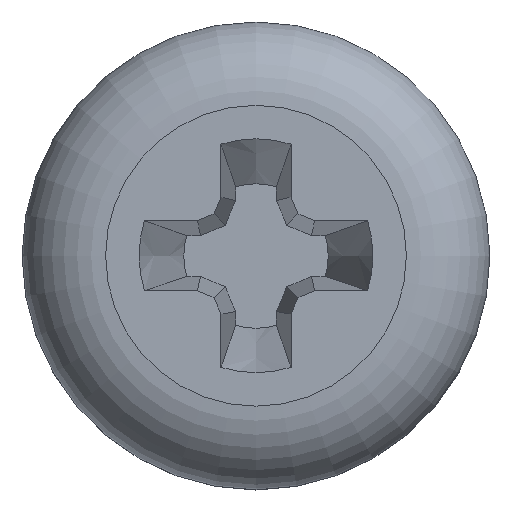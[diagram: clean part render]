
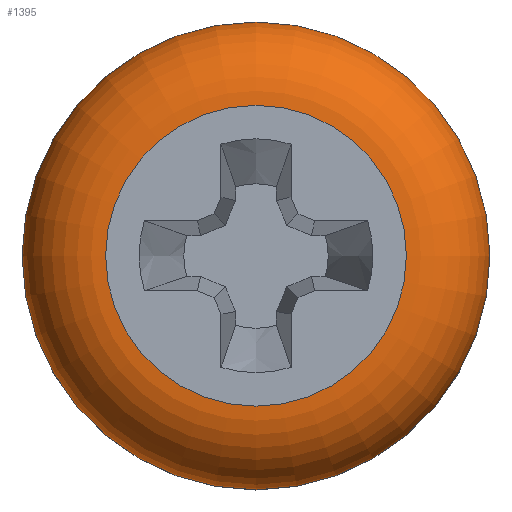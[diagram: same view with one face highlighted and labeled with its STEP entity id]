
A CAD part, top view. The second image highlights one B-rep face of the part: STEP entity #1395.
In plain terms, the highlighted toroidal (fillet/blend) face has major radius 1.607 mm and minor radius 0.892 mm.
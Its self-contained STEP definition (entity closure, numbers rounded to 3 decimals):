
#39=TOROIDAL_SURFACE('',#1499,1.608,0.893);
#149=FACE_OUTER_BOUND('',#224,.T.);
#224=EDGE_LOOP('',(#1062,#1063,#1064,#1065,#1066,#1067,#1068));
#263=CIRCLE('',#1500,2.5);
#264=CIRCLE('',#1501,2.5);
#265=CIRCLE('',#1502,0.893);
#266=CIRCLE('',#1503,1.608);
#267=CIRCLE('',#1504,1.608);
#268=CIRCLE('',#1505,2.5);
#607=VERTEX_POINT('',#6501);
#608=VERTEX_POINT('',#6502);
#609=VERTEX_POINT('',#6504);
#610=VERTEX_POINT('',#6506);
#611=VERTEX_POINT('',#6508);
#799=EDGE_CURVE('',#607,#608,#263,.T.);
#800=EDGE_CURVE('',#609,#607,#264,.T.);
#801=EDGE_CURVE('',#609,#610,#265,.T.);
#802=EDGE_CURVE('',#610,#611,#266,.T.);
#803=EDGE_CURVE('',#611,#610,#267,.T.);
#804=EDGE_CURVE('',#608,#609,#268,.T.);
#1062=ORIENTED_EDGE('',*,*,#799,.F.);
#1063=ORIENTED_EDGE('',*,*,#800,.F.);
#1064=ORIENTED_EDGE('',*,*,#801,.T.);
#1065=ORIENTED_EDGE('',*,*,#802,.T.);
#1066=ORIENTED_EDGE('',*,*,#803,.T.);
#1067=ORIENTED_EDGE('',*,*,#801,.F.);
#1068=ORIENTED_EDGE('',*,*,#804,.F.);
#1395=ADVANCED_FACE('',(#149),#39,.T.);
#1499=AXIS2_PLACEMENT_3D('',#6500,#1698,#1699);
#1500=AXIS2_PLACEMENT_3D('',#6503,#1700,#1701);
#1501=AXIS2_PLACEMENT_3D('',#6505,#1702,#1703);
#1502=AXIS2_PLACEMENT_3D('',#6507,#1704,#1705);
#1503=AXIS2_PLACEMENT_3D('',#6509,#1706,#1707);
#1504=AXIS2_PLACEMENT_3D('',#6510,#1708,#1709);
#1505=AXIS2_PLACEMENT_3D('',#6511,#1710,#1711);
#1698=DIRECTION('center_axis',(0.,0.,-1.));
#1699=DIRECTION('ref_axis',(0.,1.,0.));
#1700=DIRECTION('center_axis',(0.,0.,-1.));
#1701=DIRECTION('ref_axis',(0.,1.,0.));
#1702=DIRECTION('center_axis',(0.,0.,-1.));
#1703=DIRECTION('ref_axis',(0.,1.,0.));
#1704=DIRECTION('center_axis',(-1.,0.,0.));
#1705=DIRECTION('ref_axis',(0.,-1.,0.));
#1706=DIRECTION('center_axis',(0.,0.,-1.));
#1707=DIRECTION('ref_axis',(0.,1.,0.));
#1708=DIRECTION('center_axis',(0.,0.,-1.));
#1709=DIRECTION('ref_axis',(0.,1.,0.));
#1710=DIRECTION('center_axis',(0.,0.,-1.));
#1711=DIRECTION('ref_axis',(0.,1.,0.));
#6500=CARTESIAN_POINT('Origin',(0.,0.,1.208));
#6501=CARTESIAN_POINT('',(-2.5,0.,1.208));
#6502=CARTESIAN_POINT('',(2.5,0.,1.208));
#6503=CARTESIAN_POINT('Origin',(0.,0.,1.208));
#6504=CARTESIAN_POINT('',(0.,-2.5,1.208));
#6505=CARTESIAN_POINT('Origin',(0.,0.,1.208));
#6506=CARTESIAN_POINT('',(0.,-1.608,2.1));
#6507=CARTESIAN_POINT('Origin',(0.,-1.608,1.208));
#6508=CARTESIAN_POINT('',(0.,1.608,2.1));
#6509=CARTESIAN_POINT('Origin',(0.,0.,2.1));
#6510=CARTESIAN_POINT('Origin',(0.,0.,2.1));
#6511=CARTESIAN_POINT('Origin',(0.,0.,1.208));
